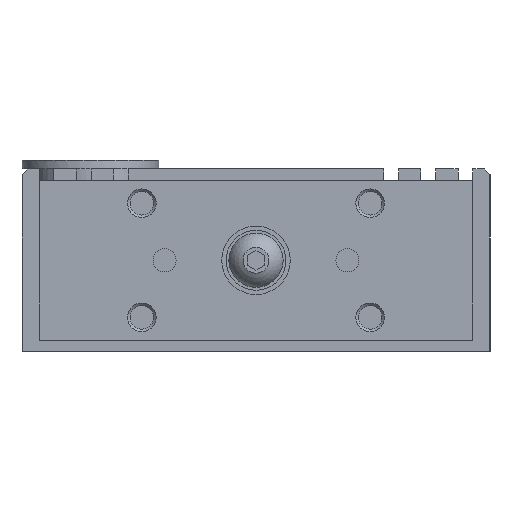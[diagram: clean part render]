
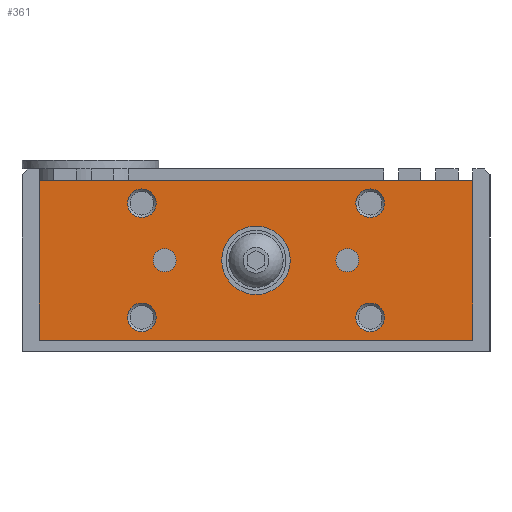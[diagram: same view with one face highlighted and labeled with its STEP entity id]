
A CAD part, left-side view. The second image highlights one B-rep face of the part: STEP entity #361.
In plain terms, the highlighted planar face has unit normal (-1, 0, 0).
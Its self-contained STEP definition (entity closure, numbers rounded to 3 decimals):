
#361 = ADVANCED_FACE( '', ( #886, #887, #888, #889, #890, #891, #892, #893 ), #894, .F. );
#886 = FACE_BOUND( '', #1660, .T. );
#887 = FACE_BOUND( '', #1661, .T. );
#888 = FACE_BOUND( '', #1662, .T. );
#889 = FACE_BOUND( '', #1663, .T. );
#890 = FACE_BOUND( '', #1664, .T. );
#891 = FACE_BOUND( '', #1665, .T. );
#892 = FACE_BOUND( '', #1666, .T. );
#893 = FACE_OUTER_BOUND( '', #1667, .T. );
#894 = PLANE( '', #1668 );
#1660 = EDGE_LOOP( '', ( #2649 ) );
#1661 = EDGE_LOOP( '', ( #2650 ) );
#1662 = EDGE_LOOP( '', ( #2651 ) );
#1663 = EDGE_LOOP( '', ( #2652 ) );
#1664 = EDGE_LOOP( '', ( #2653 ) );
#1665 = EDGE_LOOP( '', ( #2654 ) );
#1666 = EDGE_LOOP( '', ( #2655 ) );
#1667 = EDGE_LOOP( '', ( #2656, #2657, #2658, #2659 ) );
#1668 = AXIS2_PLACEMENT_3D( '', #2660, #2661, #2662 );
#2649 = ORIENTED_EDGE( '', *, *, #3938, .F. );
#2650 = ORIENTED_EDGE( '', *, *, #3885, .T. );
#2651 = ORIENTED_EDGE( '', *, *, #4072, .T. );
#2652 = ORIENTED_EDGE( '', *, *, #4073, .F. );
#2653 = ORIENTED_EDGE( '', *, *, #4074, .F. );
#2654 = ORIENTED_EDGE( '', *, *, #3931, .T. );
#2655 = ORIENTED_EDGE( '', *, *, #4075, .T. );
#2656 = ORIENTED_EDGE( '', *, *, #3863, .F. );
#2657 = ORIENTED_EDGE( '', *, *, #4015, .F. );
#2658 = ORIENTED_EDGE( '', *, *, #3842, .F. );
#2659 = ORIENTED_EDGE( '', *, *, #4076, .F. );
#2660 = CARTESIAN_POINT( '', ( -61., 38., 30. ) );
#2661 = DIRECTION( '', ( 1., 0., 0. ) );
#2662 = DIRECTION( '', ( 0., 0., 1. ) );
#3842 = EDGE_CURVE( '', #4450, #4452, #4453, .T. );
#3863 = EDGE_CURVE( '', #4485, #4487, #4488, .T. );
#3885 = EDGE_CURVE( '', #4522, #4522, #4523, .T. );
#3931 = EDGE_CURVE( '', #4602, #4602, #4603, .T. );
#3938 = EDGE_CURVE( '', #4613, #4613, #4614, .T. );
#4015 = EDGE_CURVE( '', #4452, #4485, #4740, .T. );
#4072 = EDGE_CURVE( '', #4830, #4830, #4831, .T. );
#4073 = EDGE_CURVE( '', #4832, #4832, #4833, .T. );
#4074 = EDGE_CURVE( '', #4834, #4834, #4835, .T. );
#4075 = EDGE_CURVE( '', #4836, #4836, #4837, .T. );
#4076 = EDGE_CURVE( '', #4487, #4450, #4838, .T. );
#4450 = VERTEX_POINT( '', #5349 );
#4452 = VERTEX_POINT( '', #5352 );
#4453 = LINE( '', #5353, #5354 );
#4485 = VERTEX_POINT( '', #5396 );
#4487 = VERTEX_POINT( '', #5399 );
#4488 = LINE( '', #5400, #5401 );
#4522 = VERTEX_POINT( '', #5442 );
#4523 = CIRCLE( '', #5443, 2.01 );
#4602 = VERTEX_POINT( '', #5546 );
#4603 = CIRCLE( '', #5547, 2.5 );
#4613 = VERTEX_POINT( '', #5560 );
#4614 = CIRCLE( '', #5561, 2.01 );
#4740 = LINE( '', #5731, #5732 );
#4830 = VERTEX_POINT( '', #5937 );
#4831 = CIRCLE( '', #5938, 2.5 );
#4832 = VERTEX_POINT( '', #5939 );
#4833 = CIRCLE( '', #5940, 2.5 );
#4834 = VERTEX_POINT( '', #5941 );
#4835 = CIRCLE( '', #5942, 2.5 );
#4836 = VERTEX_POINT( '', #5943 );
#4837 = CIRCLE( '', #5944, 6. );
#4838 = LINE( '', #5945, #5946 );
#5349 = CARTESIAN_POINT( '', ( -61., -38., 30. ) );
#5352 = CARTESIAN_POINT( '', ( -61., -38., 2. ) );
#5353 = CARTESIAN_POINT( '', ( -61., -38., 30. ) );
#5354 = VECTOR( '', #6676, 1000. );
#5396 = CARTESIAN_POINT( '', ( -61., 38., 2. ) );
#5399 = CARTESIAN_POINT( '', ( -61., 38., 30. ) );
#5400 = CARTESIAN_POINT( '', ( -61., 38., 2. ) );
#5401 = VECTOR( '', #6697, 1000. );
#5442 = CARTESIAN_POINT( '', ( -61., -13.99, 16. ) );
#5443 = AXIS2_PLACEMENT_3D( '', #6726, #6727, #6728 );
#5546 = CARTESIAN_POINT( '', ( -61., -17.5, 26. ) );
#5547 = AXIS2_PLACEMENT_3D( '', #6783, #6784, #6785 );
#5560 = CARTESIAN_POINT( '', ( -61., 13.99, 16. ) );
#5561 = AXIS2_PLACEMENT_3D( '', #6792, #6793, #6794 );
#5731 = CARTESIAN_POINT( '', ( -61., -38., 2. ) );
#5732 = VECTOR( '', #6898, 1000. );
#5937 = CARTESIAN_POINT( '', ( -61., 17.5, 6. ) );
#5938 = AXIS2_PLACEMENT_3D( '', #6975, #6976, #6977 );
#5939 = CARTESIAN_POINT( '', ( -61., -17.5, 6. ) );
#5940 = AXIS2_PLACEMENT_3D( '', #6978, #6979, #6980 );
#5941 = CARTESIAN_POINT( '', ( -61., 17.5, 26. ) );
#5942 = AXIS2_PLACEMENT_3D( '', #6981, #6982, #6983 );
#5943 = CARTESIAN_POINT( '', ( -61., 6., 16. ) );
#5944 = AXIS2_PLACEMENT_3D( '', #6984, #6985, #6986 );
#5945 = CARTESIAN_POINT( '', ( -61., 38., 30. ) );
#5946 = VECTOR( '', #6987, 1000. );
#6676 = DIRECTION( '', ( 0., 0., -1. ) );
#6697 = DIRECTION( '', ( 0., 0., 1. ) );
#6726 = CARTESIAN_POINT( '', ( -61., -16., 16. ) );
#6727 = DIRECTION( '', ( 1., 0., 0. ) );
#6728 = DIRECTION( '', ( 0., 1., 0. ) );
#6783 = CARTESIAN_POINT( '', ( -61., -20., 26. ) );
#6784 = DIRECTION( '', ( 1., 0., 0. ) );
#6785 = DIRECTION( '', ( 0., 1., 0. ) );
#6792 = CARTESIAN_POINT( '', ( -61., 16., 16. ) );
#6793 = DIRECTION( '', ( -1., 0., 0. ) );
#6794 = DIRECTION( '', ( 0., -1., 0. ) );
#6898 = DIRECTION( '', ( 0., 1., 0. ) );
#6975 = CARTESIAN_POINT( '', ( -61., 20., 6. ) );
#6976 = DIRECTION( '', ( 1., 0., 0. ) );
#6977 = DIRECTION( '', ( 0., -1., 0. ) );
#6978 = CARTESIAN_POINT( '', ( -61., -20., 6. ) );
#6979 = DIRECTION( '', ( -1., 0., 0. ) );
#6980 = DIRECTION( '', ( 0., 1., 0. ) );
#6981 = CARTESIAN_POINT( '', ( -61., 20., 26. ) );
#6982 = DIRECTION( '', ( -1., 0., 0. ) );
#6983 = DIRECTION( '', ( 0., -1., 0. ) );
#6984 = CARTESIAN_POINT( '', ( -61., 0., 16. ) );
#6985 = DIRECTION( '', ( 1., 0., 0. ) );
#6986 = DIRECTION( '', ( 0., 1., 0. ) );
#6987 = DIRECTION( '', ( 0., -1., 0. ) );
